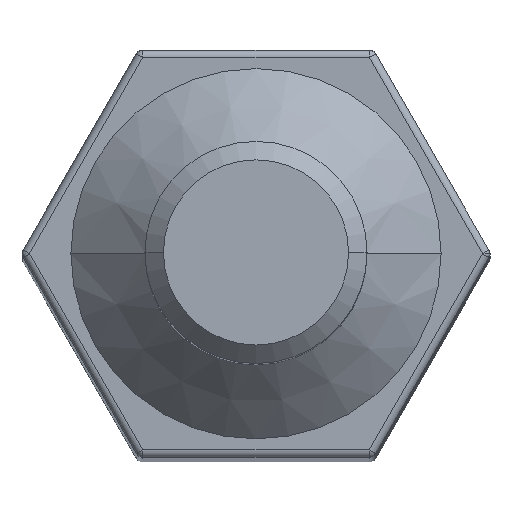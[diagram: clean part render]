
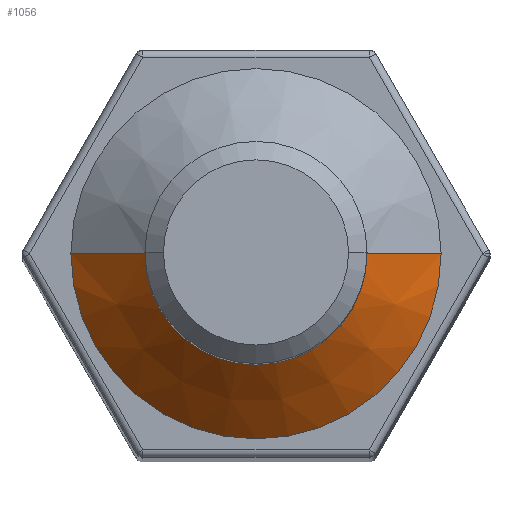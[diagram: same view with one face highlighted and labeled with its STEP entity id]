
A CAD part, top view. The second image highlights one B-rep face of the part: STEP entity #1056.
In plain terms, the highlighted conical face has half-angle 45 degrees and reference radius 1.5 mm.
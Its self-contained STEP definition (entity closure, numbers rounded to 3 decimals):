
#26 = AXIS2_PLACEMENT_3D ( 'NONE', #1098, #373, #1191 ) ;
#31 = EDGE_CURVE ( 'NONE', #482, #545, #148, .T. ) ;
#124 = EDGE_CURVE ( 'NONE', #905, #348, #1175, .T. ) ;
#148 = CIRCLE ( 'NONE', #258, 1.5 ) ;
#167 = VECTOR ( 'NONE', #1154, 1000. ) ;
#195 = CARTESIAN_POINT ( 'NONE',  ( -1.5, 0., 1. ) ) ;
#207 = LINE ( 'NONE', #452, #167 ) ;
#230 = DIRECTION ( 'NONE',  ( 0., 0., -1. ) ) ;
#258 = AXIS2_PLACEMENT_3D ( 'NONE', #983, #230, #1081 ) ;
#265 = CONICAL_SURFACE ( 'NONE', #467, 1.5, 0.785 ) ;
#339 = DIRECTION ( 'NONE',  ( 0., 0., -1. ) ) ;
#348 = VERTEX_POINT ( 'NONE', #850 ) ;
#361 = VECTOR ( 'NONE', #560, 1000. ) ;
#373 = DIRECTION ( 'NONE',  ( 0., 0., -1. ) ) ;
#401 = LINE ( 'NONE', #195, #361 ) ;
#428 = EDGE_CURVE ( 'NONE', #482, #905, #207, .T. ) ;
#452 = CARTESIAN_POINT ( 'NONE',  ( 1.5, 0., 1. ) ) ;
#467 = AXIS2_PLACEMENT_3D ( 'NONE', #876, #339, #1324 ) ;
#482 = VERTEX_POINT ( 'NONE', #878 ) ;
#545 = VERTEX_POINT ( 'NONE', #890 ) ;
#560 = DIRECTION ( 'NONE',  ( -0.707, 0., -0.707 ) ) ;
#593 = ORIENTED_EDGE ( 'NONE', *, *, #940, .T. ) ;
#740 = ORIENTED_EDGE ( 'NONE', *, *, #124, .F. ) ;
#780 = ORIENTED_EDGE ( 'NONE', *, *, #428, .F. ) ;
#847 = ORIENTED_EDGE ( 'NONE', *, *, #31, .T. ) ;
#850 = CARTESIAN_POINT ( 'NONE',  ( -2.5, 0., 0. ) ) ;
#876 = CARTESIAN_POINT ( 'NONE',  ( 0., 0., 1. ) ) ;
#878 = CARTESIAN_POINT ( 'NONE',  ( 1.5, 0., 1. ) ) ;
#890 = CARTESIAN_POINT ( 'NONE',  ( -1.5, 0., 1. ) ) ;
#902 = EDGE_LOOP ( 'NONE', ( #780, #847, #593, #740 ) ) ;
#905 = VERTEX_POINT ( 'NONE', #1227 ) ;
#940 = EDGE_CURVE ( 'NONE', #545, #348, #401, .T. ) ;
#983 = CARTESIAN_POINT ( 'NONE',  ( 0., 0., 1. ) ) ;
#1056 = ADVANCED_FACE ( 'NONE', ( #1341 ), #265, .T. ) ;
#1081 = DIRECTION ( 'NONE',  ( -1., 0., 0. ) ) ;
#1098 = CARTESIAN_POINT ( 'NONE',  ( 0., 0., 0. ) ) ;
#1154 = DIRECTION ( 'NONE',  ( 0.707, 0., -0.707 ) ) ;
#1175 = CIRCLE ( 'NONE', #26, 2.5 ) ;
#1191 = DIRECTION ( 'NONE',  ( -1., 0., 0. ) ) ;
#1227 = CARTESIAN_POINT ( 'NONE',  ( 2.5, 0., 0. ) ) ;
#1324 = DIRECTION ( 'NONE',  ( -1., 0., 0. ) ) ;
#1341 = FACE_OUTER_BOUND ( 'NONE', #902, .T. ) ;
